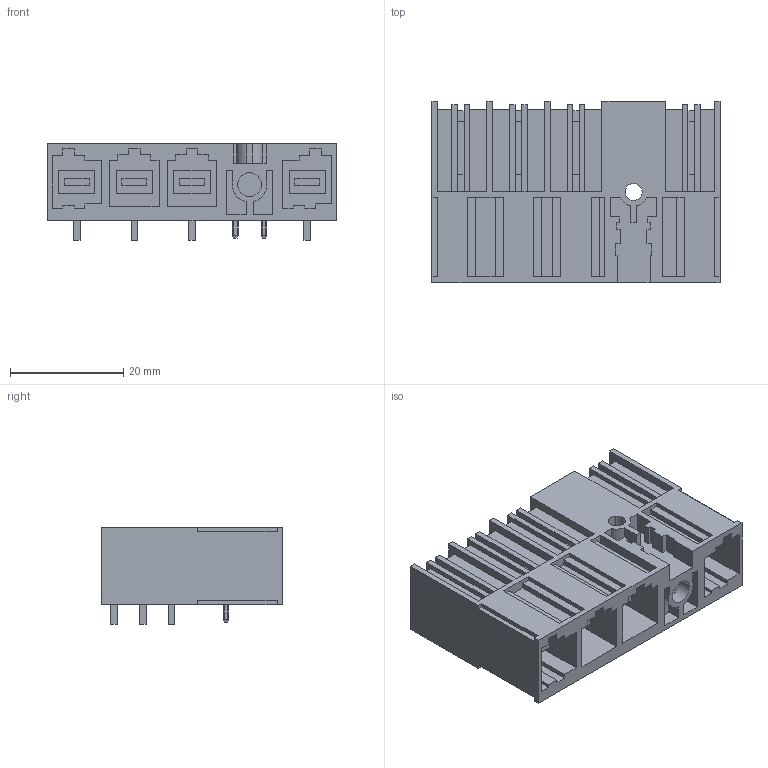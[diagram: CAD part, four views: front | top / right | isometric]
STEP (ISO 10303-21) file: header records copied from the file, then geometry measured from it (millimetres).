
FILE_DESCRIPTION(('CATIA V5 STEP Exchange','CAx-IF Rec.Pracs.--- Model Styling and Organization---1.4--- 2014-01-23'),'2;1');
FILE_NAME ('D1554675_0_1283220000_1283220000.stp','2022-12-14T08:35:00+00:00',('none'),('Weidmueller'),'CATIA Version 5-6 Release 2016 SP3 HF44','CATIA V5 STEP AP214','none');
FILE_SCHEMA(('AUTOMOTIVE_DESIGN { 1 0 10303 214 1 1 1 1 }'));
Length unit declared in the file: millimetre
Products named in the file (1): 1283220000
Bounding box: 50.8 x 32 x 17.1 mm (x, y, z)
Volume: 14327.5 mm3; surface area: 13108.5 mm2
Topology: 7 solids, 7 shells, 487 faces, 1362 edges, 908 vertices
Faces by surface type: plane 459, cylinder 28
Entity records: 14361 total; most frequent: ORIENTED_EDGE 2724, CARTESIAN_POINT 2623, DIRECTION 1905, EDGE_CURVE 1362, VECTOR 1294, LINE 1294, VERTEX_POINT 908, EDGE_LOOP 516
